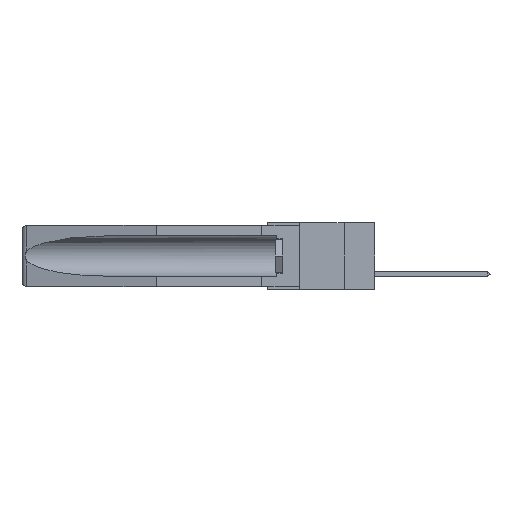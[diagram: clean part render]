
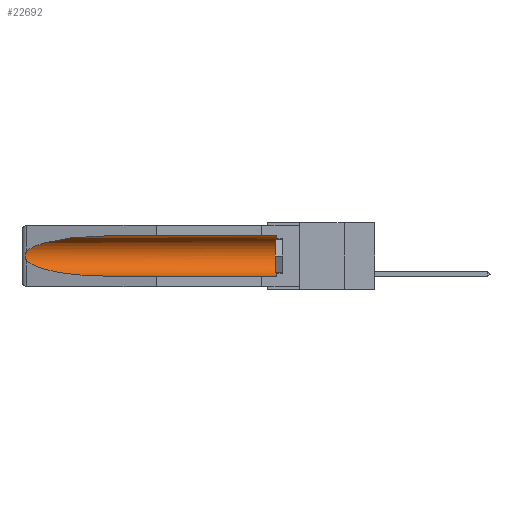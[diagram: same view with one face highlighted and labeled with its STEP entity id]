
A CAD part, left-side view. The second image highlights one B-rep face of the part: STEP entity #22692.
In plain terms, the highlighted cylindrical face has radius 2.857 mm (diameter 5.715 mm), a partial arc.
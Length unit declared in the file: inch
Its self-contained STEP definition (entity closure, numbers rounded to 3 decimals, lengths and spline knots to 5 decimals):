
#546 = CARTESIAN_POINT ( 'NONE',  ( 0.26537, 1.52718, -0.14972 ) ) ;
#633 = CARTESIAN_POINT ( 'NONE',  ( 0.155, 0.126, -0.1715 ) ) ;
#967 = CARTESIAN_POINT ( 'NONE',  ( 0.155, 1.07973, -0.059 ) ) ;
#1410 = ORIENTED_EDGE ( 'NONE', *, *, #12997, .T. ) ;
#1563 = CARTESIAN_POINT ( 'NONE',  ( 0.26537, 1.52718, -0.19328 ) ) ;
#3368 = CARTESIAN_POINT ( 'NONE',  ( 0.25451, 1.48313, -0.24835 ) ) ;
#3552 = CARTESIAN_POINT ( 'NONE',  ( 0.155, -0.30754, -0.1715 ) ) ;
#4898 = DIRECTION ( 'NONE',  ( 0., 0., 1. ) ) ;
#5613 = CARTESIAN_POINT ( 'NONE',  ( 0.2675, 1.53308, -0.17534 ) ) ;
#5692 = CARTESIAN_POINT ( 'NONE',  ( 0.26537, 1.52718, -0.19328 ) ) ;
#5961 = VERTEX_POINT ( 'NONE', #19798 ) ;
#6425 = CARTESIAN_POINT ( 'NONE',  ( 0.155, -0.30754, -0.059 ) ) ;
#7601 = CARTESIAN_POINT ( 'NONE',  ( 0.155, 1.07973, -0.284 ) ) ;
#7776 = EDGE_CURVE ( 'NONE', #15139, #15572, #15683, .T. ) ;
#7965 = CIRCLE ( 'NONE', #16605, 0.1125 ) ;
#8003 = EDGE_CURVE ( 'NONE', #25323, #5961, #18261, .T. ) ;
#8741 = VECTOR ( 'NONE', #18294, 39.37008 ) ;
#8994 = CARTESIAN_POINT ( 'NONE',  ( 0.25451, 1.48313, -0.09465 ) ) ;
#10962 = CARTESIAN_POINT ( 'NONE',  ( 0.155, 1.07973, -0.059 ) ) ;
#11036 = CARTESIAN_POINT ( 'NONE',  ( 0.26537, 1.52718, -0.14972 ) ) ;
#11912 = CARTESIAN_POINT ( 'NONE',  ( 0.155, 0.126, -0.284 ) ) ;
#12212 = CARTESIAN_POINT ( 'NONE',  ( 0.26654, 1.53092, -0.15636 ) ) ;
#12997 = EDGE_CURVE ( 'NONE', #15752, #5961, #14920, .T. ) ;
#13036 = VECTOR ( 'NONE', #25266, 39.37008 ) ;
#13568 = DIRECTION ( 'NONE',  ( 0., 1., 0. ) ) ;
#13936 = CARTESIAN_POINT ( 'NONE',  ( 0.2675, 1.53308, -0.16763 ) ) ;
#14215 = CARTESIAN_POINT ( 'NONE',  ( 0.26655, 1.53094, -0.18657 ) ) ;
#14726 =( BOUNDED_CURVE ( )  B_SPLINE_CURVE ( 3, ( #10962, #25555, #8994, #546 ),
 .UNSPECIFIED., .F., .F. ) 
 B_SPLINE_CURVE_WITH_KNOTS ( ( 4, 4 ),
 ( 4.71239, 6.08839 ),
 .UNSPECIFIED. ) 
 CURVE ( )  GEOMETRIC_REPRESENTATION_ITEM ( )  RATIONAL_B_SPLINE_CURVE ( ( 1., 0.848, 0.848, 1. ) ) 
 REPRESENTATION_ITEM ( '' )  );
#14920 =( BOUNDED_CURVE ( )  B_SPLINE_CURVE ( 3, ( #5692, #3368, #22192, #7601 ),
 .UNSPECIFIED., .F., .F. ) 
 B_SPLINE_CURVE_WITH_KNOTS ( ( 4, 4 ),
 ( 0.1948, 1.5708 ),
 .UNSPECIFIED. ) 
 CURVE ( )  GEOMETRIC_REPRESENTATION_ITEM ( )  RATIONAL_B_SPLINE_CURVE ( ( 1., 0.848, 0.848, 1. ) ) 
 REPRESENTATION_ITEM ( '' )  );
#15139 = VERTEX_POINT ( 'NONE', #25753 ) ;
#15572 = VERTEX_POINT ( 'NONE', #967 ) ;
#15683 = LINE ( 'NONE', #6425, #13036 ) ;
#15700 = DIRECTION ( 'NONE',  ( 0., 0., 1. ) ) ;
#15752 = VERTEX_POINT ( 'NONE', #23151 ) ;
#16020 = CARTESIAN_POINT ( 'NONE',  ( 0.26537, 1.52718, -0.14972 ) ) ;
#16064 = CARTESIAN_POINT ( 'NONE',  ( 0.26597, 1.5296, -0.19026 ) ) ;
#16605 = AXIS2_PLACEMENT_3D ( 'NONE', #633, #21826, #4898 ) ;
#17184 = EDGE_LOOP ( 'NONE', ( #20882, #23142, #1410, #20857, #24975, #22103 ) ) ;
#17555 = B_SPLINE_CURVE_WITH_KNOTS ( 'NONE', 3,
 ( #11036, #19416, #12212, #24379, #13936, #5613, #18237, #14215, #16064, #1563 ),
 .UNSPECIFIED., .F., .F.,
 ( 4, 2, 2, 2, 4 ),
 ( 0., 0.00029, 0.00058, 0.00087, 0.00117 ),
 .UNSPECIFIED. ) ;
#18201 = CARTESIAN_POINT ( 'NONE',  ( 0.155, -0.30754, -0.284 ) ) ;
#18237 = CARTESIAN_POINT ( 'NONE',  ( 0.2673, 1.53269, -0.17917 ) ) ;
#18261 = LINE ( 'NONE', #18201, #8741 ) ;
#18294 = DIRECTION ( 'NONE',  ( 0., 1., 0. ) ) ;
#18432 = CYLINDRICAL_SURFACE ( 'NONE', #23128, 0.1125 ) ;
#19416 = CARTESIAN_POINT ( 'NONE',  ( 0.26597, 1.52961, -0.15275 ) ) ;
#19798 = CARTESIAN_POINT ( 'NONE',  ( 0.155, 1.07973, -0.284 ) ) ;
#20857 = ORIENTED_EDGE ( 'NONE', *, *, #8003, .F. ) ;
#20882 = ORIENTED_EDGE ( 'NONE', *, *, #24516, .T. ) ;
#21826 = DIRECTION ( 'NONE',  ( 0., -1., 0. ) ) ;
#22103 = ORIENTED_EDGE ( 'NONE', *, *, #7776, .T. ) ;
#22192 = CARTESIAN_POINT ( 'NONE',  ( 0.21114, 1.30732, -0.284 ) ) ;
#22515 = EDGE_CURVE ( 'NONE', #25323, #15139, #7965, .T. ) ;
#22692 = ADVANCED_FACE ( 'NONE', ( #25312 ), #18432, .F. ) ;
#23128 = AXIS2_PLACEMENT_3D ( 'NONE', #3552, #13568, #15700 ) ;
#23142 = ORIENTED_EDGE ( 'NONE', *, *, #26953, .T. ) ;
#23151 = CARTESIAN_POINT ( 'NONE',  ( 0.26537, 1.52718, -0.19328 ) ) ;
#24379 = CARTESIAN_POINT ( 'NONE',  ( 0.2673, 1.5327, -0.16383 ) ) ;
#24516 = EDGE_CURVE ( 'NONE', #15572, #25981, #14726, .T. ) ;
#24975 = ORIENTED_EDGE ( 'NONE', *, *, #22515, .T. ) ;
#25266 = DIRECTION ( 'NONE',  ( 0., 1., 0. ) ) ;
#25312 = FACE_OUTER_BOUND ( 'NONE', #17184, .T. ) ;
#25323 = VERTEX_POINT ( 'NONE', #11912 ) ;
#25555 = CARTESIAN_POINT ( 'NONE',  ( 0.21114, 1.30732, -0.059 ) ) ;
#25753 = CARTESIAN_POINT ( 'NONE',  ( 0.155, 0.126, -0.059 ) ) ;
#25981 = VERTEX_POINT ( 'NONE', #16020 ) ;
#26953 = EDGE_CURVE ( 'NONE', #25981, #15752, #17555, .T. ) ;
